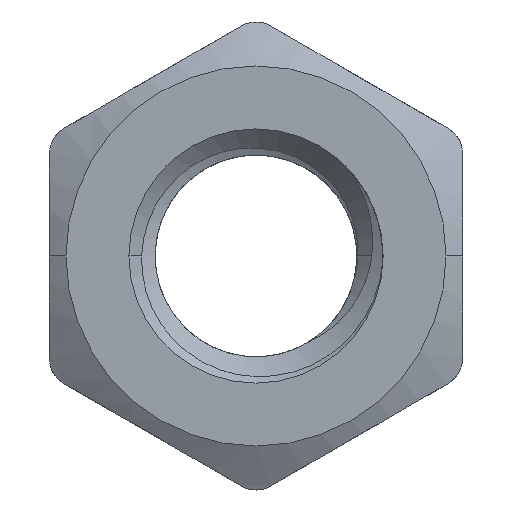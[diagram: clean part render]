
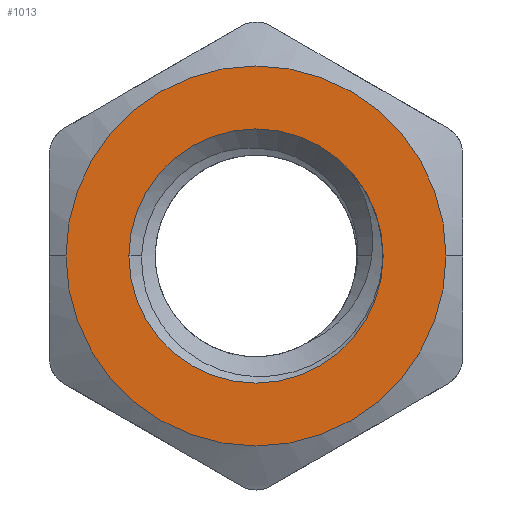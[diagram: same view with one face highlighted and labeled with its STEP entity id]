
A CAD part, front view. The second image highlights one B-rep face of the part: STEP entity #1013.
In plain terms, the highlighted planar face has unit normal (0, -1, 0).
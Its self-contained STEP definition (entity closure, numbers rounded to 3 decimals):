
#36 = CIRCLE ( 'NONE', #2317, 5.98 ) ;
#48 = DIRECTION ( 'NONE',  ( 0., 1., 0. ) ) ;
#51 = EDGE_CURVE ( 'NONE', #938, #1542, #1015, .T. ) ;
#78 = AXIS2_PLACEMENT_3D ( 'NONE', #230, #2090, #201 ) ;
#104 = ORIENTED_EDGE ( 'NONE', *, *, #51, .T. ) ;
#201 = DIRECTION ( 'NONE',  ( -1., 0., 0. ) ) ;
#230 = CARTESIAN_POINT ( 'NONE',  ( 0., -3.4, 0. ) ) ;
#382 = VERTEX_POINT ( 'NONE', #2217 ) ;
#565 = CIRCLE ( 'NONE', #78, 4. ) ;
#623 = DIRECTION ( 'NONE',  ( 0., -1., 0. ) ) ;
#710 = ORIENTED_EDGE ( 'NONE', *, *, #2069, .T. ) ;
#815 = CARTESIAN_POINT ( 'NONE',  ( 0., -3.4, 0. ) ) ;
#819 = DIRECTION ( 'NONE',  ( 0., 1., 0. ) ) ;
#842 = EDGE_CURVE ( 'NONE', #1542, #938, #565, .T. ) ;
#865 = AXIS2_PLACEMENT_3D ( 'NONE', #2442, #819, #2037 ) ;
#938 = VERTEX_POINT ( 'NONE', #1536 ) ;
#1013 = ADVANCED_FACE ( 'NONE', ( #1750, #1204 ), #1225, .F. ) ;
#1015 = CIRCLE ( 'NONE', #1960, 4. ) ;
#1085 = CARTESIAN_POINT ( 'NONE',  ( 0., -3.4, 0. ) ) ;
#1196 = CARTESIAN_POINT ( 'NONE',  ( 0., -3.4, 0. ) ) ;
#1204 = FACE_OUTER_BOUND ( 'NONE', #2050, .T. ) ;
#1210 = AXIS2_PLACEMENT_3D ( 'NONE', #1196, #2433, #2200 ) ;
#1225 = PLANE ( 'NONE',  #865 ) ;
#1251 = DIRECTION ( 'NONE',  ( 1., 0., 0. ) ) ;
#1321 = ORIENTED_EDGE ( 'NONE', *, *, #842, .T. ) ;
#1340 = EDGE_CURVE ( 'NONE', #382, #1799, #36, .T. ) ;
#1536 = CARTESIAN_POINT ( 'NONE',  ( -4., -3.4, 0. ) ) ;
#1542 = VERTEX_POINT ( 'NONE', #2086 ) ;
#1750 = FACE_BOUND ( 'NONE', #2329, .T. ) ;
#1797 = ORIENTED_EDGE ( 'NONE', *, *, #1340, .T. ) ;
#1799 = VERTEX_POINT ( 'NONE', #2483 ) ;
#1960 = AXIS2_PLACEMENT_3D ( 'NONE', #1085, #48, #2380 ) ;
#2037 = DIRECTION ( 'NONE',  ( 0., 0., 1. ) ) ;
#2050 = EDGE_LOOP ( 'NONE', ( #1797, #710 ) ) ;
#2069 = EDGE_CURVE ( 'NONE', #1799, #382, #2398, .T. ) ;
#2086 = CARTESIAN_POINT ( 'NONE',  ( 4., -3.4, 0. ) ) ;
#2090 = DIRECTION ( 'NONE',  ( 0., 1., 0. ) ) ;
#2200 = DIRECTION ( 'NONE',  ( 1., 0., 0. ) ) ;
#2217 = CARTESIAN_POINT ( 'NONE',  ( -5.98, -3.4, 0. ) ) ;
#2317 = AXIS2_PLACEMENT_3D ( 'NONE', #815, #623, #1251 ) ;
#2329 = EDGE_LOOP ( 'NONE', ( #1321, #104 ) ) ;
#2380 = DIRECTION ( 'NONE',  ( -1., 0., 0. ) ) ;
#2398 = CIRCLE ( 'NONE', #1210, 5.98 ) ;
#2433 = DIRECTION ( 'NONE',  ( 0., -1., 0. ) ) ;
#2442 = CARTESIAN_POINT ( 'NONE',  ( 0., -3.4, 0. ) ) ;
#2483 = CARTESIAN_POINT ( 'NONE',  ( 5.98, -3.4, 0. ) ) ;
